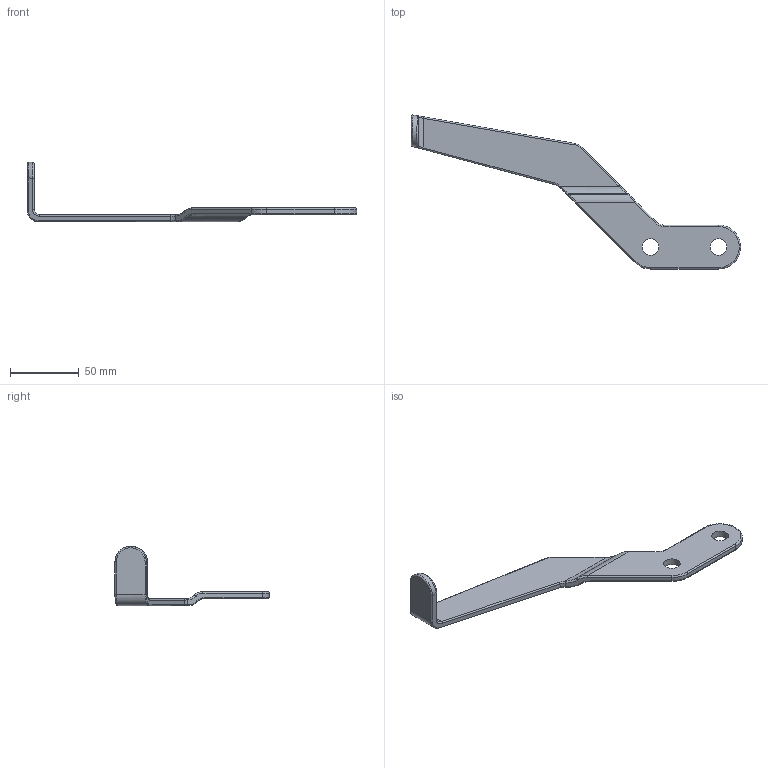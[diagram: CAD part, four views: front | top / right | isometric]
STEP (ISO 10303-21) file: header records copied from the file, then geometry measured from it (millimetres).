
FILE_DESCRIPTION (( 'STEP AP214' ), '1' );
FILE_NAME ('MirrorPart5. Left Arm.STEP', '2025-04-01T15:54:20', ( '' ), ( '' ), 'SwSTEP 2.0', 'SolidWorks 2025', '' );
FILE_SCHEMA (( 'AUTOMOTIVE_DESIGN' ));
Length unit declared in the file: millimetre
Products named in the file (1): MirrorPart5. Left Arm
Bounding box: 239.06 x 111.9 x 43 mm (x, y, z)
Volume: 42190.1 mm3; surface area: 19936.8 mm2
Topology: 1 solids, 1 shells, 76 faces, 176 edges, 102 vertices
Faces by surface type: cylinder 36, bspline 16, plane 14, torus 10
Full cylindrical faces by diameter (mm): 12 x2
Entity records: 2915 total; most frequent: CARTESIAN_POINT 1301, ORIENTED_EDGE 344, DIRECTION 326, EDGE_CURVE 172, AXIS2_PLACEMENT_3D 129, VERTEX_POINT 100, EDGE_LOOP 82, FACE_OUTER_BOUND 78
